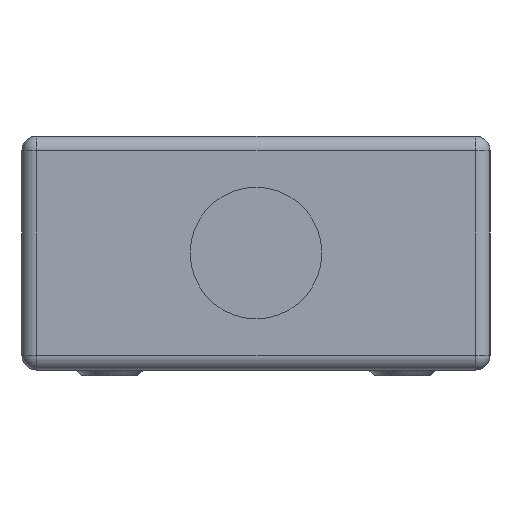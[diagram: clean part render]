
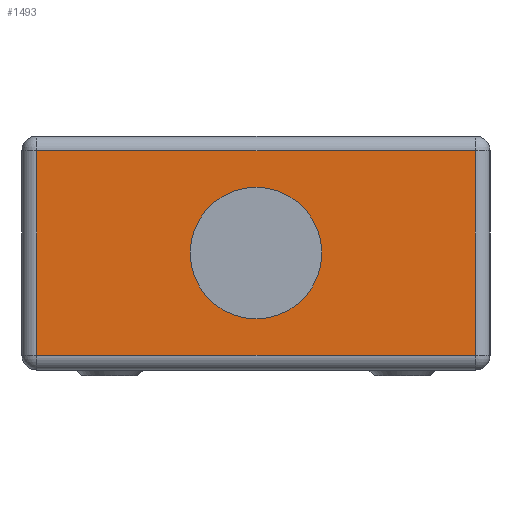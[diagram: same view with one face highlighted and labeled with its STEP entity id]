
A CAD part, left-side view. The second image highlights one B-rep face of the part: STEP entity #1493.
In plain terms, the highlighted face is planar.
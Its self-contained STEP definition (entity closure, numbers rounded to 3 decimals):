
#1434=CARTESIAN_POINT('',(0.,8.,8.));
#1435=DIRECTION('',(1.,0.,0.));
#1436=DIRECTION('',(0.,0.,-1.));
#1437=AXIS2_PLACEMENT_3D('',#1434,#1435,#1436);
#1438=PLANE('',#1437);
#1439=CARTESIAN_POINT('',(0.,-7.5,0.5));
#1440=VERTEX_POINT('',#1439);
#1441=CARTESIAN_POINT('',(0.,7.5,0.5));
#1442=VERTEX_POINT('',#1441);
#1443=CARTESIAN_POINT('',(0.,-7.5,0.5));
#1444=DIRECTION('',(-0.,1.,-0.));
#1445=VECTOR('',#1444,15.);
#1446=LINE('',#1443,#1445);
#1447=EDGE_CURVE('',#1440,#1442,#1446,.T.);
#1448=ORIENTED_EDGE('',*,*,#1447,.T.);
#1449=CARTESIAN_POINT('',(0.,7.5,7.5));
#1450=VERTEX_POINT('',#1449);
#1451=CARTESIAN_POINT('',(0.,7.5,0.5));
#1452=DIRECTION('',(-0.,-0.,1.));
#1453=VECTOR('',#1452,7.);
#1454=LINE('',#1451,#1453);
#1455=EDGE_CURVE('',#1442,#1450,#1454,.T.);
#1456=ORIENTED_EDGE('',*,*,#1455,.T.);
#1457=CARTESIAN_POINT('',(0.,-7.5,7.5));
#1458=VERTEX_POINT('',#1457);
#1459=CARTESIAN_POINT('',(0.,7.5,7.5));
#1460=DIRECTION('',(0.,-1.,0.));
#1461=VECTOR('',#1460,15.);
#1462=LINE('',#1459,#1461);
#1463=EDGE_CURVE('',#1450,#1458,#1462,.T.);
#1464=ORIENTED_EDGE('',*,*,#1463,.T.);
#1465=CARTESIAN_POINT('',(0.,-7.5,7.5));
#1466=DIRECTION('',(0.,0.,-1.));
#1467=VECTOR('',#1466,7.);
#1468=LINE('',#1465,#1467);
#1469=EDGE_CURVE('',#1458,#1440,#1468,.T.);
#1470=ORIENTED_EDGE('',*,*,#1469,.T.);
#1471=EDGE_LOOP('',(#1448,#1456,#1464,#1470));
#1472=FACE_BOUND('',#1471,.T.);
#1473=CARTESIAN_POINT('',(0.,2.25,4.));
#1474=VERTEX_POINT('',#1473);
#1475=CARTESIAN_POINT('',(0.,-0.,1.75));
#1476=VERTEX_POINT('',#1475);
#1477=CARTESIAN_POINT('',(0.,-0.,4.));
#1478=DIRECTION('',(-1.,0.,0.));
#1479=DIRECTION('',(0.,1.,-0.));
#1480=AXIS2_PLACEMENT_3D('',#1477,#1478,#1479);
#1481=CIRCLE('',#1480,2.25);
#1482=EDGE_CURVE('',#1474,#1476,#1481,.T.);
#1483=ORIENTED_EDGE('',*,*,#1482,.T.);
#1484=CARTESIAN_POINT('',(0.,-0.,4.));
#1485=DIRECTION('',(-1.,0.,0.));
#1486=DIRECTION('',(0.,1.,-0.));
#1487=AXIS2_PLACEMENT_3D('',#1484,#1485,#1486);
#1488=CIRCLE('',#1487,2.25);
#1489=EDGE_CURVE('',#1476,#1474,#1488,.T.);
#1490=ORIENTED_EDGE('',*,*,#1489,.T.);
#1491=EDGE_LOOP('',(#1483,#1490));
#1492=FACE_BOUND('',#1491,.T.);
#1493=ADVANCED_FACE('',(#1472,#1492),#1438,.T.);
